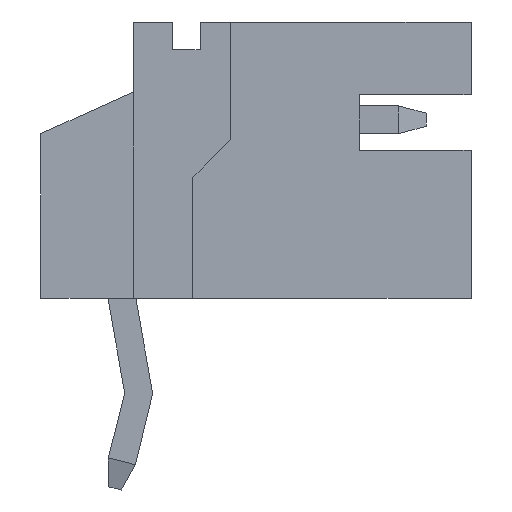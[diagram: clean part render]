
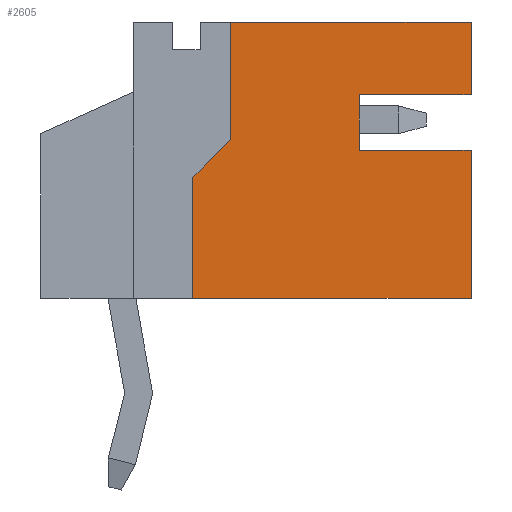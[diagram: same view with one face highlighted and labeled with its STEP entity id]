
A CAD part, left-side view. The second image highlights one B-rep face of the part: STEP entity #2605.
In plain terms, the highlighted planar face has unit normal (-1, 0, 0).
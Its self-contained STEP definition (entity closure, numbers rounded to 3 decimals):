
#1694 = VERTEX_POINT('',#1695);
#1695 = CARTESIAN_POINT('',(-2.,-1.95,4.95));
#2004 = VERTEX_POINT('',#2005);
#2005 = CARTESIAN_POINT('',(-2.,-6.25,2.65));
#2011 = EDGE_CURVE('',#2004,#2012,#2014,.T.);
#2012 = VERTEX_POINT('',#2013);
#2013 = CARTESIAN_POINT('',(-2.,-6.25,0.));
#2014 = LINE('',#2015,#2016);
#2015 = CARTESIAN_POINT('',(-2.,-6.25,4.95));
#2016 = VECTOR('',#2017,1.);
#2017 = DIRECTION('',(0.,0.,-1.));
#2248 = VERTEX_POINT('',#2249);
#2249 = CARTESIAN_POINT('',(-2.,-1.27,0.));
#2255 = EDGE_CURVE('',#2248,#2256,#2258,.T.);
#2256 = VERTEX_POINT('',#2257);
#2257 = CARTESIAN_POINT('',(-2.,-1.27,2.17));
#2258 = LINE('',#2259,#2260);
#2259 = CARTESIAN_POINT('',(-2.,-1.27,0.));
#2260 = VECTOR('',#2261,1.);
#2261 = DIRECTION('',(0.,0.,1.));
#2263 = EDGE_CURVE('',#2256,#2264,#2266,.T.);
#2264 = VERTEX_POINT('',#2265);
#2265 = CARTESIAN_POINT('',(-2.,-1.95,2.85));
#2266 = LINE('',#2267,#2268);
#2267 = CARTESIAN_POINT('',(-2.,-1.27,2.17));
#2268 = VECTOR('',#2269,1.);
#2269 = DIRECTION('',(0.,-0.707,0.707
    ));
#2271 = EDGE_CURVE('',#2264,#1694,#2272,.T.);
#2272 = LINE('',#2273,#2274);
#2273 = CARTESIAN_POINT('',(-2.,-1.95,2.85));
#2274 = VECTOR('',#2275,1.);
#2275 = DIRECTION('',(0.,0.,1.));
#2326 = VERTEX_POINT('',#2327);
#2327 = CARTESIAN_POINT('',(-2.,-6.25,4.95));
#2335 = EDGE_CURVE('',#2326,#1694,#2336,.T.);
#2336 = LINE('',#2337,#2338);
#2337 = CARTESIAN_POINT('',(-2.,-6.25,4.95));
#2338 = VECTOR('',#2339,1.);
#2339 = DIRECTION('',(0.,1.,0.));
#2585 = EDGE_CURVE('',#2004,#2586,#2588,.T.);
#2586 = VERTEX_POINT('',#2587);
#2587 = CARTESIAN_POINT('',(-2.,-4.25,2.65));
#2588 = LINE('',#2589,#2590);
#2589 = CARTESIAN_POINT('',(-2.,-6.25,2.65));
#2590 = VECTOR('',#2591,1.);
#2591 = DIRECTION('',(0.,1.,0.));
#2605 = ADVANCED_FACE('',(#2606),#2642,.T.);
#2606 = FACE_BOUND('',#2607,.T.);
#2607 = EDGE_LOOP('',(#2608,#2616,#2617,#2618,#2619,#2620,#2626,#2627,
    #2628,#2636));
#2608 = ORIENTED_EDGE('',*,*,#2609,.F.);
#2609 = EDGE_CURVE('',#2326,#2610,#2612,.T.);
#2610 = VERTEX_POINT('',#2611);
#2611 = CARTESIAN_POINT('',(-2.,-6.25,3.65));
#2612 = LINE('',#2613,#2614);
#2613 = CARTESIAN_POINT('',(-2.,-6.25,4.95));
#2614 = VECTOR('',#2615,1.);
#2615 = DIRECTION('',(0.,0.,-1.));
#2616 = ORIENTED_EDGE('',*,*,#2335,.T.);
#2617 = ORIENTED_EDGE('',*,*,#2271,.F.);
#2618 = ORIENTED_EDGE('',*,*,#2263,.F.);
#2619 = ORIENTED_EDGE('',*,*,#2255,.F.);
#2620 = ORIENTED_EDGE('',*,*,#2621,.F.);
#2621 = EDGE_CURVE('',#2012,#2248,#2622,.T.);
#2622 = LINE('',#2623,#2624);
#2623 = CARTESIAN_POINT('',(-2.,-6.25,0.));
#2624 = VECTOR('',#2625,1.);
#2625 = DIRECTION('',(0.,1.,0.));
#2626 = ORIENTED_EDGE('',*,*,#2011,.F.);
#2627 = ORIENTED_EDGE('',*,*,#2585,.T.);
#2628 = ORIENTED_EDGE('',*,*,#2629,.T.);
#2629 = EDGE_CURVE('',#2586,#2630,#2632,.T.);
#2630 = VERTEX_POINT('',#2631);
#2631 = CARTESIAN_POINT('',(-2.,-4.25,3.65));
#2632 = LINE('',#2633,#2634);
#2633 = CARTESIAN_POINT('',(-2.,-4.25,2.65));
#2634 = VECTOR('',#2635,1.);
#2635 = DIRECTION('',(0.,0.,1.));
#2636 = ORIENTED_EDGE('',*,*,#2637,.T.);
#2637 = EDGE_CURVE('',#2630,#2610,#2638,.T.);
#2638 = LINE('',#2639,#2640);
#2639 = CARTESIAN_POINT('',(-2.,-4.25,3.65));
#2640 = VECTOR('',#2641,1.);
#2641 = DIRECTION('',(0.,-1.,0.));
#2642 = PLANE('',#2643);
#2643 = AXIS2_PLACEMENT_3D('',#2644,#2645,#2646);
#2644 = CARTESIAN_POINT('',(-2.,-6.25,4.95));
#2645 = DIRECTION('',(-1.,0.,0.));
#2646 = DIRECTION('',(0.,0.,-1.));
